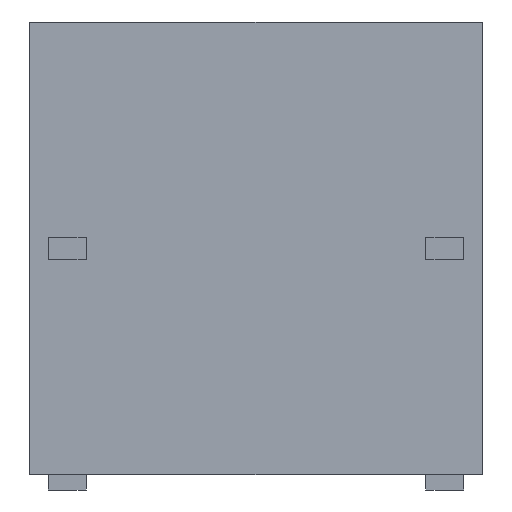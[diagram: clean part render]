
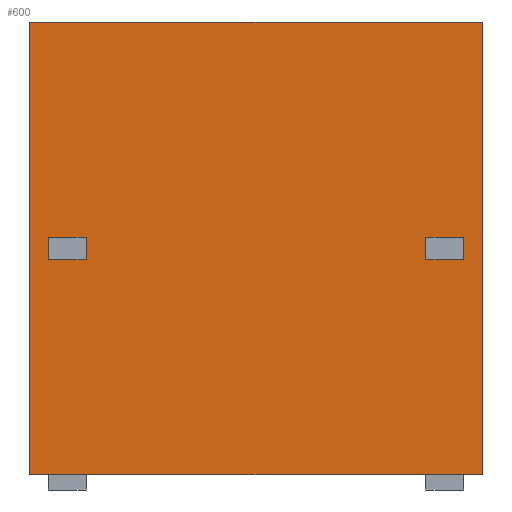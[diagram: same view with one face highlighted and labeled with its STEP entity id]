
A CAD part, front view. The second image highlights one B-rep face of the part: STEP entity #600.
In plain terms, the highlighted planar face has unit normal (0, -1, 0).
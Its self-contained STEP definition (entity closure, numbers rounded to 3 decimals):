
#26=FACE_BOUND('',#102,.T.);
#27=FACE_BOUND('',#103,.T.);
#58=FACE_OUTER_BOUND('',#101,.T.);
#101=EDGE_LOOP('',(#452,#453,#454,#455));
#102=EDGE_LOOP('',(#456,#457,#458,#459));
#103=EDGE_LOOP('',(#460,#461,#462,#463));
#119=LINE('',#839,#184);
#127=LINE('',#865,#192);
#129=LINE('',#868,#194);
#138=LINE('',#886,#203);
#155=LINE('',#939,#220);
#156=LINE('',#941,#221);
#157=LINE('',#943,#222);
#158=LINE('',#944,#223);
#159=LINE('',#947,#224);
#160=LINE('',#949,#225);
#161=LINE('',#951,#226);
#162=LINE('',#952,#227);
#184=VECTOR('',#680,1.);
#192=VECTOR('',#702,1.);
#194=VECTOR('',#706,1.);
#203=VECTOR('',#717,1.);
#220=VECTOR('',#776,1.);
#221=VECTOR('',#777,1.);
#222=VECTOR('',#778,1.);
#223=VECTOR('',#779,1.);
#224=VECTOR('',#780,1.);
#225=VECTOR('',#781,1.);
#226=VECTOR('',#782,1.);
#227=VECTOR('',#783,1.);
#249=VERTEX_POINT('',#837);
#250=VERTEX_POINT('',#838);
#260=VERTEX_POINT('',#862);
#261=VERTEX_POINT('',#864);
#283=VERTEX_POINT('',#937);
#284=VERTEX_POINT('',#938);
#285=VERTEX_POINT('',#940);
#286=VERTEX_POINT('',#942);
#287=VERTEX_POINT('',#945);
#288=VERTEX_POINT('',#946);
#289=VERTEX_POINT('',#948);
#290=VERTEX_POINT('',#950);
#299=EDGE_CURVE('',#249,#250,#119,.T.);
#312=EDGE_CURVE('',#261,#260,#127,.T.);
#314=EDGE_CURVE('',#250,#260,#129,.T.);
#323=EDGE_CURVE('',#261,#249,#138,.T.);
#345=EDGE_CURVE('',#283,#284,#155,.T.);
#346=EDGE_CURVE('',#284,#285,#156,.T.);
#347=EDGE_CURVE('',#285,#286,#157,.T.);
#348=EDGE_CURVE('',#286,#283,#158,.T.);
#349=EDGE_CURVE('',#287,#288,#159,.T.);
#350=EDGE_CURVE('',#288,#289,#160,.T.);
#351=EDGE_CURVE('',#289,#290,#161,.T.);
#352=EDGE_CURVE('',#290,#287,#162,.T.);
#452=ORIENTED_EDGE('',*,*,#312,.T.);
#453=ORIENTED_EDGE('',*,*,#314,.F.);
#454=ORIENTED_EDGE('',*,*,#299,.F.);
#455=ORIENTED_EDGE('',*,*,#323,.F.);
#456=ORIENTED_EDGE('',*,*,#345,.T.);
#457=ORIENTED_EDGE('',*,*,#346,.T.);
#458=ORIENTED_EDGE('',*,*,#347,.T.);
#459=ORIENTED_EDGE('',*,*,#348,.T.);
#460=ORIENTED_EDGE('',*,*,#349,.T.);
#461=ORIENTED_EDGE('',*,*,#350,.T.);
#462=ORIENTED_EDGE('',*,*,#351,.T.);
#463=ORIENTED_EDGE('',*,*,#352,.T.);
#544=PLANE('',#660);
#600=ADVANCED_FACE('',(#58,#26,#27),#544,.F.);
#660=AXIS2_PLACEMENT_3D('',#936,#774,#775);
#680=DIRECTION('',(0.,0.,-1.));
#702=DIRECTION('',(0.,0.,-1.));
#706=DIRECTION('',(-1.,0.,0.));
#717=DIRECTION('',(1.,0.,0.));
#774=DIRECTION('center_axis',(0.,1.,0.));
#775=DIRECTION('ref_axis',(0.,0.,1.));
#776=DIRECTION('',(0.,0.,1.));
#777=DIRECTION('',(1.,0.,0.));
#778=DIRECTION('',(0.,0.,-1.));
#779=DIRECTION('',(-1.,0.,0.));
#780=DIRECTION('',(0.,0.,1.));
#781=DIRECTION('',(1.,0.,0.));
#782=DIRECTION('',(0.,0.,-1.));
#783=DIRECTION('',(-1.,0.,0.));
#837=CARTESIAN_POINT('',(3.,0.,3.));
#838=CARTESIAN_POINT('',(3.,0.,-3.));
#839=CARTESIAN_POINT('',(3.,0.,0.));
#862=CARTESIAN_POINT('',(-3.,0.,-3.));
#864=CARTESIAN_POINT('',(-3.,0.,3.));
#865=CARTESIAN_POINT('',(-3.,0.,0.));
#868=CARTESIAN_POINT('',(0.,0.,-3.));
#886=CARTESIAN_POINT('',(0.,0.,3.));
#936=CARTESIAN_POINT('Origin',(0.,0.,0.));
#937=CARTESIAN_POINT('',(2.25,0.,-0.15));
#938=CARTESIAN_POINT('',(2.25,0.,0.15));
#939=CARTESIAN_POINT('',(2.25,0.,-0.075));
#940=CARTESIAN_POINT('',(2.75,0.,0.15));
#941=CARTESIAN_POINT('',(-0.001,0.,0.15));
#942=CARTESIAN_POINT('',(2.75,0.,-0.15));
#943=CARTESIAN_POINT('',(2.75,0.,-0.075));
#944=CARTESIAN_POINT('',(-0.001,0.,-0.15));
#945=CARTESIAN_POINT('',(-2.75,0.,-0.15));
#946=CARTESIAN_POINT('',(-2.75,0.,0.15));
#947=CARTESIAN_POINT('',(-2.75,0.,-0.075));
#948=CARTESIAN_POINT('',(-2.25,0.,0.15));
#949=CARTESIAN_POINT('',(-0.001,0.,0.15));
#950=CARTESIAN_POINT('',(-2.25,0.,-0.15));
#951=CARTESIAN_POINT('',(-2.25,0.,-0.075));
#952=CARTESIAN_POINT('',(-0.001,0.,-0.15));
